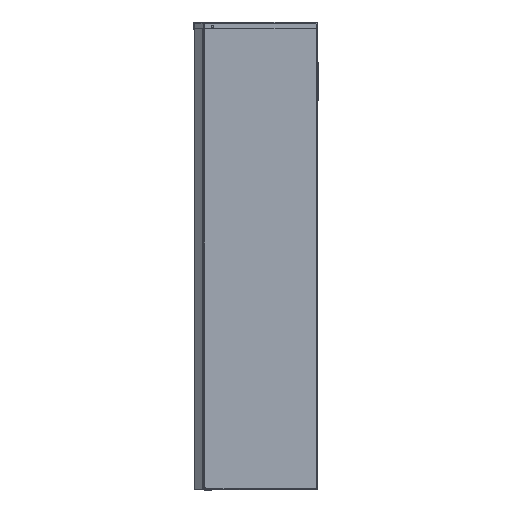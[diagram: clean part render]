
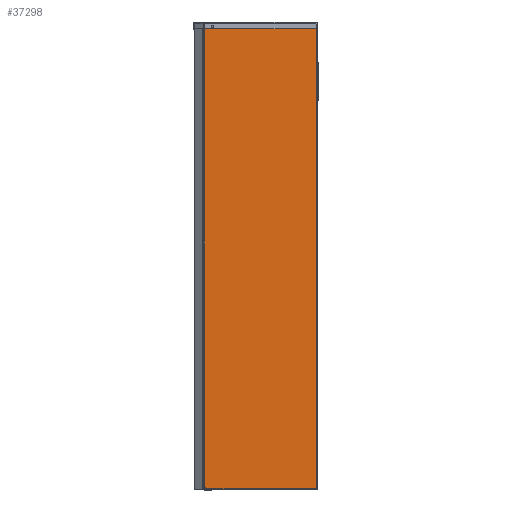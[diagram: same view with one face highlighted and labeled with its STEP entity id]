
A CAD part, top view. The second image highlights one B-rep face of the part: STEP entity #37298.
In plain terms, the highlighted planar face has unit normal (0, 0, 1).
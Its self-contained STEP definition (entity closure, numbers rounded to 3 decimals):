
#1172 = EDGE_LOOP ( 'NONE', ( #16335, #16273, #16343, #16306, #16368, #16280, #16328, #16305, #16303 ) ) ;
#1178 = EDGE_LOOP ( 'NONE', ( #16265, #16271 ) ) ;
#1909 = CARTESIAN_POINT ( 'NONE',  ( 35801.464, 6983.625, 401.114 ) ) ;
#1910 = DIRECTION ( 'NONE',  ( -1., 0., 0. ) ) ;
#1920 = DIRECTION ( 'NONE',  ( 0., 0., -1. ) ) ;
#5199 = VECTOR ( 'NONE', #19221, 1000. ) ;
#5385 = AXIS2_PLACEMENT_3D ( 'NONE', #19728, #19711, #19720 ) ;
#5392 = CIRCLE ( 'NONE', #5385, 2. ) ;
#5445 = AXIS2_PLACEMENT_3D ( 'NONE', #19822, #19797, #19799 ) ;
#5449 = CIRCLE ( 'NONE', #5477, 6. ) ;
#5457 = AXIS2_PLACEMENT_3D ( 'NONE', #19869, #19831, #19833 ) ;
#5465 = AXIS2_PLACEMENT_3D ( 'NONE', #19891, #19879, #19887 ) ;
#5471 = CIRCLE ( 'NONE', #5457, 2. ) ;
#5473 = VECTOR ( 'NONE', #20018, 1000. ) ;
#5477 = AXIS2_PLACEMENT_3D ( 'NONE', #19805, #19785, #19786 ) ;
#5480 = CIRCLE ( 'NONE', #5529, 1. ) ;
#5482 = VECTOR ( 'NONE', #19816, 1000. ) ;
#5485 = CIRCLE ( 'NONE', #5445, 1. ) ;
#5486 = CIRCLE ( 'NONE', #5465, 2.25 ) ;
#5504 = VECTOR ( 'NONE', #19843, 1000. ) ;
#5529 = AXIS2_PLACEMENT_3D ( 'NONE', #20038, #20066, #20049 ) ;
#5555 = AXIS2_PLACEMENT_3D ( 'NONE', #20238, #20201, #20219 ) ;
#10059 = CIRCLE ( 'NONE', #10073, 2.25 ) ;
#10073 = AXIS2_PLACEMENT_3D ( 'NONE', #1909, #1920, #1910 ) ;
#14522 = VERTEX_POINT ( 'NONE', #26641 ) ;
#14608 = VERTEX_POINT ( 'NONE', #26695 ) ;
#16265 = ORIENTED_EDGE ( 'NONE', *, *, #37243, .T. ) ;
#16271 = ORIENTED_EDGE ( 'NONE', *, *, #36418, .T. ) ;
#16273 = ORIENTED_EDGE ( 'NONE', *, *, #37225, .F. ) ;
#16280 = ORIENTED_EDGE ( 'NONE', *, *, #37222, .F. ) ;
#16303 = ORIENTED_EDGE ( 'NONE', *, *, #37190, .F. ) ;
#16305 = ORIENTED_EDGE ( 'NONE', *, *, #37230, .F. ) ;
#16306 = ORIENTED_EDGE ( 'NONE', *, *, #37275, .F. ) ;
#16328 = ORIENTED_EDGE ( 'NONE', *, *, #37215, .F. ) ;
#16335 = ORIENTED_EDGE ( 'NONE', *, *, #37028, .F. ) ;
#16343 = ORIENTED_EDGE ( 'NONE', *, *, #37224, .T. ) ;
#16368 = ORIENTED_EDGE ( 'NONE', *, *, #37263, .T. ) ;
#19156 = LINE ( 'NONE', #19167, #5199 ) ;
#19167 = CARTESIAN_POINT ( 'NONE',  ( 36013.32, 6039.493, 401.114 ) ) ;
#19221 = DIRECTION ( 'NONE',  ( 0., -1., 0. ) ) ;
#19711 = DIRECTION ( 'NONE',  ( 0., 0., 1. ) ) ;
#19720 = DIRECTION ( 'NONE',  ( -1., 0., 0. ) ) ;
#19728 = CARTESIAN_POINT ( 'NONE',  ( 36014.498, 6038.992, 401.114 ) ) ;
#19782 = CARTESIAN_POINT ( 'NONE',  ( 36022.482, 6989.196, 401.114 ) ) ;
#19785 = DIRECTION ( 'NONE',  ( 0., 0., -1. ) ) ;
#19786 = DIRECTION ( 'NONE',  ( -1., 0., 0. ) ) ;
#19794 = LINE ( 'NONE', #19782, #5482 ) ;
#19797 = DIRECTION ( 'NONE',  ( 0., 0., 1. ) ) ;
#19799 = DIRECTION ( 'NONE',  ( -1., 0., 0. ) ) ;
#19805 = CARTESIAN_POINT ( 'NONE',  ( 35792.001, 6038.161, 401.114 ) ) ;
#19816 = DIRECTION ( 'NONE',  ( -1., 0., 0. ) ) ;
#19822 = CARTESIAN_POINT ( 'NONE',  ( 35785.708, 6041.228, 401.114 ) ) ;
#19831 = DIRECTION ( 'NONE',  ( 0., 0., 1. ) ) ;
#19833 = DIRECTION ( 'NONE',  ( -1., 0., 0. ) ) ;
#19840 = LINE ( 'NONE', #19866, #5504 ) ;
#19843 = DIRECTION ( 'NONE',  ( -1., 0., 0. ) ) ;
#19866 = CARTESIAN_POINT ( 'NONE',  ( 36022.482, 6039.435, 401.114 ) ) ;
#19869 = CARTESIAN_POINT ( 'NONE',  ( 36014.498, 6989.64, 401.114 ) ) ;
#19879 = DIRECTION ( 'NONE',  ( 0., 0., -1. ) ) ;
#19887 = DIRECTION ( 'NONE',  ( -1., 0., 0. ) ) ;
#19891 = CARTESIAN_POINT ( 'NONE',  ( 35801.464, 6983.625, 401.114 ) ) ;
#20000 = CARTESIAN_POINT ( 'NONE',  ( 35786.177, 6039.493, 401.114 ) ) ;
#20006 = LINE ( 'NONE', #20000, #5473 ) ;
#20018 = DIRECTION ( 'NONE',  ( 0., -1., 0. ) ) ;
#20038 = CARTESIAN_POINT ( 'NONE',  ( 35785.708, 6989.667, 401.114 ) ) ;
#20049 = DIRECTION ( 'NONE',  ( -1., 0., 0. ) ) ;
#20066 = DIRECTION ( 'NONE',  ( 0., 0., 1. ) ) ;
#20179 = FACE_OUTER_BOUND ( 'NONE', #1172, .T. ) ;
#20180 = FACE_BOUND ( 'NONE', #1178, .T. ) ;
#20201 = DIRECTION ( 'NONE',  ( 0., 0., 1. ) ) ;
#20219 = DIRECTION ( 'NONE',  ( 1., 0., 0. ) ) ;
#20232 = PLANE ( 'NONE',  #5555 ) ;
#20238 = CARTESIAN_POINT ( 'NONE',  ( 36022.482, 6039.493, 401.114 ) ) ;
#26641 = CARTESIAN_POINT ( 'NONE',  ( 35799.214, 6983.625, 401.114 ) ) ;
#26695 = CARTESIAN_POINT ( 'NONE',  ( 35803.714, 6983.625, 401.114 ) ) ;
#30098 = CARTESIAN_POINT ( 'NONE',  ( 36013.32, 6040.608, 401.114 ) ) ;
#30108 = CARTESIAN_POINT ( 'NONE',  ( 36013.32, 6988.023, 401.114 ) ) ;
#30159 = CARTESIAN_POINT ( 'NONE',  ( 35786.607, 6040.79, 401.114 ) ) ;
#30177 = CARTESIAN_POINT ( 'NONE',  ( 35786.177, 6988.783, 401.114 ) ) ;
#30206 = CARTESIAN_POINT ( 'NONE',  ( 35786.138, 6039.435, 401.114 ) ) ;
#30258 = CARTESIAN_POINT ( 'NONE',  ( 35786.591, 6989.196, 401.114 ) ) ;
#30275 = CARTESIAN_POINT ( 'NONE',  ( 36012.548, 6039.435, 401.114 ) ) ;
#30312 = CARTESIAN_POINT ( 'NONE',  ( 36012.548, 6989.196, 401.114 ) ) ;
#30330 = CARTESIAN_POINT ( 'NONE',  ( 35786.177, 6042.111, 401.114 ) ) ;
#36418 = EDGE_CURVE ( 'NONE', #14608, #14522, #10059, .T. ) ;
#37028 = EDGE_CURVE ( 'NONE', #46249, #46237, #19156, .T. ) ;
#37190 = EDGE_CURVE ( 'NONE', #46237, #46322, #5392, .T. ) ;
#37215 = EDGE_CURVE ( 'NONE', #46296, #46294, #5449, .T. ) ;
#37222 = EDGE_CURVE ( 'NONE', #46294, #46391, #5485, .T. ) ;
#37224 = EDGE_CURVE ( 'NONE', #46403, #46373, #19794, .T. ) ;
#37225 = EDGE_CURVE ( 'NONE', #46403, #46249, #5471, .T. ) ;
#37230 = EDGE_CURVE ( 'NONE', #46322, #46296, #19840, .T. ) ;
#37243 = EDGE_CURVE ( 'NONE', #14522, #14608, #5486, .T. ) ;
#37263 = EDGE_CURVE ( 'NONE', #46310, #46391, #20006, .T. ) ;
#37275 = EDGE_CURVE ( 'NONE', #46310, #46373, #5480, .T. ) ;
#37298 = ADVANCED_FACE ( 'NONE', ( #20179, #20180 ), #20232, .T. ) ;
#46237 = VERTEX_POINT ( 'NONE', #30098 ) ;
#46249 = VERTEX_POINT ( 'NONE', #30108 ) ;
#46294 = VERTEX_POINT ( 'NONE', #30159 ) ;
#46296 = VERTEX_POINT ( 'NONE', #30206 ) ;
#46310 = VERTEX_POINT ( 'NONE', #30177 ) ;
#46322 = VERTEX_POINT ( 'NONE', #30275 ) ;
#46373 = VERTEX_POINT ( 'NONE', #30258 ) ;
#46391 = VERTEX_POINT ( 'NONE', #30330 ) ;
#46403 = VERTEX_POINT ( 'NONE', #30312 ) ;
